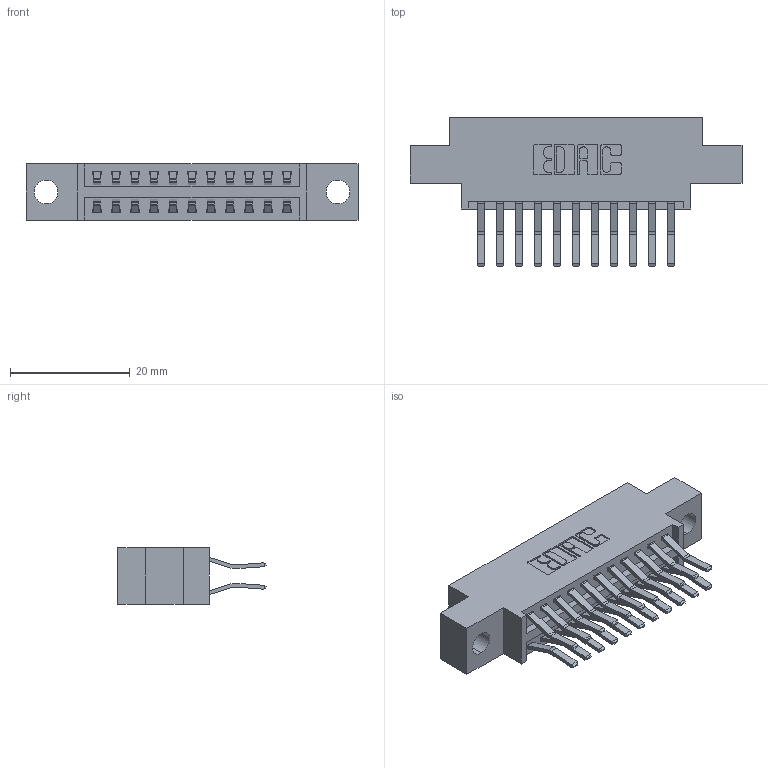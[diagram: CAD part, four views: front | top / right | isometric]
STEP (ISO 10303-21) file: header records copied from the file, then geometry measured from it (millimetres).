
FILE_DESCRIPTION (( 'STEP AP203' ), '1' );
FILE_NAME ('346-022-560-804.STEP', '2022-05-18T22:26:49', ( '' ), ( '' ), 'SwSTEP 2.0', 'SolidWorks 2020', '' );
FILE_SCHEMA (( 'CONFIG_CONTROL_DESIGN' ));
Length unit declared in the file: inch
Products named in the file (3): 345-292-001_560 Tail; 346 Part_0.170 Offset - 0.156 Dia-TH; 346-022-560-804
Assembly tree (23 placements, depth 2):
  346-022-560-804
    346 Part_0.170 Offset - 0.156 Dia-TH
    345-292-001_560 Tail  x22
Bounding box: 55.5 x 24.78 x 9.4 mm (x, y, z)
Volume: 5054.7 mm3; surface area: 6873 mm2
Topology: 23 solids, 23 shells, 1328 faces, 3919 edges, 2582 vertices
Faces by surface type: plane 864, cylinder 464
Entity records: 11991 total; most frequent: CARTESIAN_POINT 2026, ORIENTED_EDGE 1958, DIRECTION 1839, EDGE_CURVE 979, VECTOR 799, LINE 799, VERTEX_POINT 650, AXIS2_PLACEMENT_3D 520
